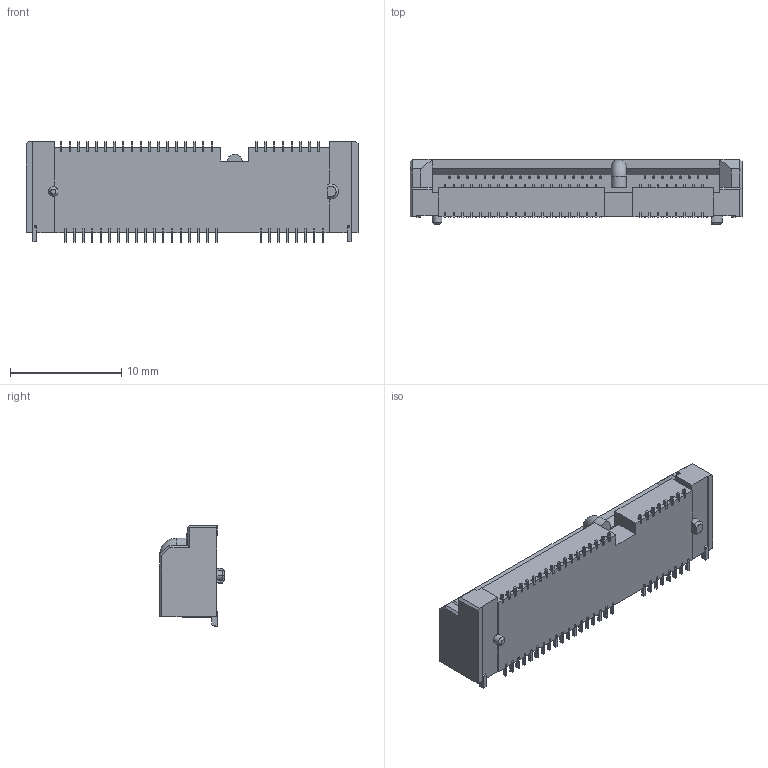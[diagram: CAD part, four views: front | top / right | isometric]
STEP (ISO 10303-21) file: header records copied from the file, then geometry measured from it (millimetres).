
FILE_DESCRIPTION((''),'2;1');
FILE_NAME('C-1775862-2','2019-11-28T00:10:38',('workeradm'),('TE Connectivity Ltd.'),'CREO PARAMETRIC BY PTC INC, 2019030','CREO PARAMETRIC BY PTC INC, 2019030','');
FILE_SCHEMA(('AUTOMOTIVE_DESIGN { 1 0 10303 214 1 1 1 1 }'));
Length unit declared in the file: millimetre
Products named in the file (1): C-1775862-2
Bounding box: 29.9 x 5.85 x 9.08 mm (x, y, z)
Volume: 951.4 mm3; surface area: 1065 mm2
Topology: 1 solids, 1 shells, 950 faces, 2750 edges, 1829 vertices
Faces by surface type: plane 572, cylinder 374, cone 3, torus 1
Entity records: 31631 total; most frequent: CARTESIAN_POINT 5563, ORIENTED_EDGE 5498, DIRECTION 5467, EDGE_CURVE 2749, VECTOR 1989, LINE 1989, VERTEX_POINT 1827, AXIS2_PLACEMENT_3D 1739
